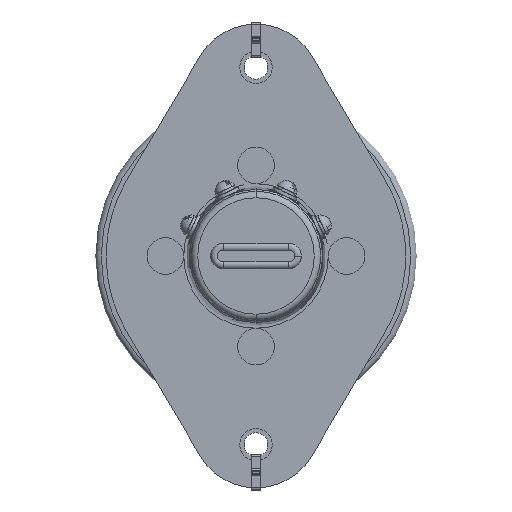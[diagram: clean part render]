
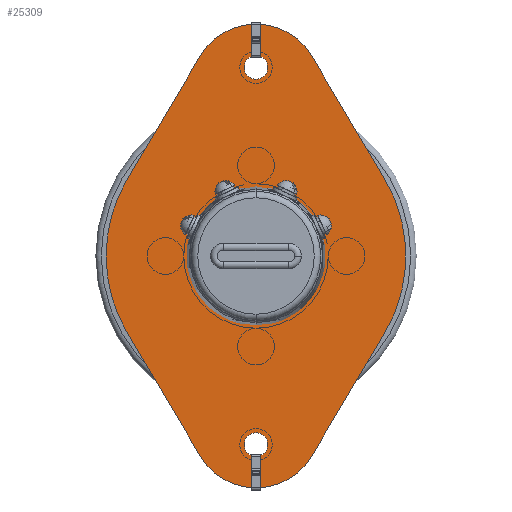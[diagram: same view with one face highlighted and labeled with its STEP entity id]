
A CAD part, front view. The second image highlights one B-rep face of the part: STEP entity #25309.
In plain terms, the highlighted planar face has unit normal (0, -1, 0).
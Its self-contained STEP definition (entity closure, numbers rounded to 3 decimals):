
#2109 = CIRCLE ( 'NONE', #5825, 30. ) ;
#2118 = CIRCLE ( 'NONE', #5831, 69.5 ) ;
#2131 = CIRCLE ( 'NONE', #5828, 69.5 ) ;
#2137 = CIRCLE ( 'NONE', #5844, 5.5 ) ;
#2160 = LINE ( 'NONE', #10855, #2198 ) ;
#2161 = CIRCLE ( 'NONE', #5816, 31. ) ;
#2162 = VECTOR ( 'NONE', #10797, 1000. ) ;
#2166 = CIRCLE ( 'NONE', #5836, 69.5 ) ;
#2168 = LINE ( 'NONE', #10871, #2169 ) ;
#2169 = VECTOR ( 'NONE', #10864, 1000. ) ;
#2181 = CIRCLE ( 'NONE', #5817, 5.5 ) ;
#2183 = LINE ( 'NONE', #10962, #2201 ) ;
#2185 = CIRCLE ( 'NONE', #5846, 5.5 ) ;
#2195 = LINE ( 'NONE', #10791, #2162 ) ;
#2196 = CIRCLE ( 'NONE', #5842, 30. ) ;
#2198 = VECTOR ( 'NONE', #10828, 1000. ) ;
#2201 = VECTOR ( 'NONE', #11025, 1000. ) ;
#2242 = CIRCLE ( 'NONE', #6269, 31. ) ;
#2296 = CIRCLE ( 'NONE', #6147, 5.5 ) ;
#5816 = AXIS2_PLACEMENT_3D ( 'NONE', #10879, #10848, #10817 ) ;
#5817 = AXIS2_PLACEMENT_3D ( 'NONE', #11028, #10898, #10911 ) ;
#5825 = AXIS2_PLACEMENT_3D ( 'NONE', #10777, #10787, #10774 ) ;
#5828 = AXIS2_PLACEMENT_3D ( 'NONE', #10724, #10708, #10725 ) ;
#5831 = AXIS2_PLACEMENT_3D ( 'NONE', #10759, #10756, #10771 ) ;
#5836 = AXIS2_PLACEMENT_3D ( 'NONE', #10813, #10892, #10839 ) ;
#5842 = AXIS2_PLACEMENT_3D ( 'NONE', #10872, #10861, #10831 ) ;
#5844 = AXIS2_PLACEMENT_3D ( 'NONE', #10741, #10717, #10742 ) ;
#5846 = AXIS2_PLACEMENT_3D ( 'NONE', #10815, #10851, #10853 ) ;
#6147 = AXIS2_PLACEMENT_3D ( 'NONE', #11157, #11298, #11273 ) ;
#6269 = AXIS2_PLACEMENT_3D ( 'NONE', #10907, #10920, #10942 ) ;
#9649 = CARTESIAN_POINT ( 'NONE',  ( -25.811, -7., -92.79 ) ) ;
#9686 = CARTESIAN_POINT ( 'NONE',  ( 25.811, -7., -92.79 ) ) ;
#9823 = CARTESIAN_POINT ( 'NONE',  ( -59.795, -7., -35.423 ) ) ;
#9826 = CARTESIAN_POINT ( 'NONE',  ( 59.795, -7., 35.423 ) ) ;
#9833 = CARTESIAN_POINT ( 'NONE',  ( -69.5, -7., 0. ) ) ;
#9838 = CARTESIAN_POINT ( 'NONE',  ( -25.811, -7., 92.79 ) ) ;
#9841 = CARTESIAN_POINT ( 'NONE',  ( -5.5, -7., -87.5 ) ) ;
#9846 = CARTESIAN_POINT ( 'NONE',  ( 31., -7., 0. ) ) ;
#9848 = CARTESIAN_POINT ( 'NONE',  ( 5.5, -7., -87.5 ) ) ;
#9849 = CARTESIAN_POINT ( 'NONE',  ( -59.795, -7., 35.423 ) ) ;
#9851 = CARTESIAN_POINT ( 'NONE',  ( 5.5, -7., 87.5 ) ) ;
#9854 = CARTESIAN_POINT ( 'NONE',  ( 25.811, -7., 92.79 ) ) ;
#9857 = CARTESIAN_POINT ( 'NONE',  ( 59.795, -7., -35.423 ) ) ;
#9874 = CARTESIAN_POINT ( 'NONE',  ( -5.5, -7., 87.5 ) ) ;
#9878 = CARTESIAN_POINT ( 'NONE',  ( -31., -7., 0. ) ) ;
#10708 = DIRECTION ( 'NONE',  ( 0., -1., 0. ) ) ;
#10717 = DIRECTION ( 'NONE',  ( 0., -1., 0. ) ) ;
#10724 = CARTESIAN_POINT ( 'NONE',  ( 0., -7., 0. ) ) ;
#10725 = DIRECTION ( 'NONE',  ( 1., 0., 0. ) ) ;
#10741 = CARTESIAN_POINT ( 'NONE',  ( 0., -7., 87.5 ) ) ;
#10742 = DIRECTION ( 'NONE',  ( 1., 0., 0. ) ) ;
#10756 = DIRECTION ( 'NONE',  ( 0., -1., 0. ) ) ;
#10759 = CARTESIAN_POINT ( 'NONE',  ( 0., -7., 0. ) ) ;
#10771 = DIRECTION ( 'NONE',  ( 1., 0., 0. ) ) ;
#10774 = DIRECTION ( 'NONE',  ( 1., 0., 0. ) ) ;
#10777 = CARTESIAN_POINT ( 'NONE',  ( 0., -7., -77.5 ) ) ;
#10787 = DIRECTION ( 'NONE',  ( 0., -1., 0. ) ) ;
#10791 = CARTESIAN_POINT ( 'NONE',  ( -25.811, -7., 92.79 ) ) ;
#10797 = DIRECTION ( 'NONE',  ( -0.51, 0., -0.86 ) ) ;
#10813 = CARTESIAN_POINT ( 'NONE',  ( 0., -7., 0. ) ) ;
#10815 = CARTESIAN_POINT ( 'NONE',  ( 0., -7., -87.5 ) ) ;
#10817 = DIRECTION ( 'NONE',  ( 1., 0., 0. ) ) ;
#10828 = DIRECTION ( 'NONE',  ( 0.51, 0., 0.86 ) ) ;
#10831 = DIRECTION ( 'NONE',  ( -1., 0., 0. ) ) ;
#10839 = DIRECTION ( 'NONE',  ( 1., 0., 0. ) ) ;
#10848 = DIRECTION ( 'NONE',  ( 0., -1., 0. ) ) ;
#10851 = DIRECTION ( 'NONE',  ( 0., -1., 0. ) ) ;
#10853 = DIRECTION ( 'NONE',  ( 1., 0., 0. ) ) ;
#10855 = CARTESIAN_POINT ( 'NONE',  ( 25.811, -7., -92.79 ) ) ;
#10861 = DIRECTION ( 'NONE',  ( 0., -1., 0. ) ) ;
#10864 = DIRECTION ( 'NONE',  ( 0.51, 0., -0.86 ) ) ;
#10871 = CARTESIAN_POINT ( 'NONE',  ( -59.795, -7., -35.423 ) ) ;
#10872 = CARTESIAN_POINT ( 'NONE',  ( 0., -7., 77.5 ) ) ;
#10879 = CARTESIAN_POINT ( 'NONE',  ( 0., -7., 0. ) ) ;
#10892 = DIRECTION ( 'NONE',  ( 0., -1., 0. ) ) ;
#10898 = DIRECTION ( 'NONE',  ( 0., -1., 0. ) ) ;
#10907 = CARTESIAN_POINT ( 'NONE',  ( 0., -7., 0. ) ) ;
#10911 = DIRECTION ( 'NONE',  ( 1., 0., 0. ) ) ;
#10920 = DIRECTION ( 'NONE',  ( 0., -1., 0. ) ) ;
#10942 = DIRECTION ( 'NONE',  ( 1., 0., 0. ) ) ;
#10962 = CARTESIAN_POINT ( 'NONE',  ( 59.795, -7., 35.423 ) ) ;
#11025 = DIRECTION ( 'NONE',  ( -0.51, 0., 0.86 ) ) ;
#11028 = CARTESIAN_POINT ( 'NONE',  ( 0., -7., 87.5 ) ) ;
#11157 = CARTESIAN_POINT ( 'NONE',  ( 0., -7., -87.5 ) ) ;
#11273 = DIRECTION ( 'NONE',  ( 1., 0., 0. ) ) ;
#11298 = DIRECTION ( 'NONE',  ( 0., -1., 0. ) ) ;
#11430 = ORIENTED_EDGE ( 'NONE', *, *, #22641, .T. ) ;
#11499 = ORIENTED_EDGE ( 'NONE', *, *, #22699, .T. ) ;
#11566 = ORIENTED_EDGE ( 'NONE', *, *, #22664, .T. ) ;
#11574 = ORIENTED_EDGE ( 'NONE', *, *, #22678, .T. ) ;
#11611 = ORIENTED_EDGE ( 'NONE', *, *, #22662, .T. ) ;
#11613 = ORIENTED_EDGE ( 'NONE', *, *, #22676, .F. ) ;
#11633 = ORIENTED_EDGE ( 'NONE', *, *, #22677, .T. ) ;
#11661 = ORIENTED_EDGE ( 'NONE', *, *, #22683, .T. ) ;
#11792 = ORIENTED_EDGE ( 'NONE', *, *, #22782, .F. ) ;
#11840 = ORIENTED_EDGE ( 'NONE', *, *, #22693, .F. ) ;
#11853 = ORIENTED_EDGE ( 'NONE', *, *, #22647, .F. ) ;
#11911 = ORIENTED_EDGE ( 'NONE', *, *, #22685, .T. ) ;
#11915 = ORIENTED_EDGE ( 'NONE', *, *, #22672, .T. ) ;
#13655 = ORIENTED_EDGE ( 'NONE', *, *, #22703, .F. ) ;
#13667 = ORIENTED_EDGE ( 'NONE', *, *, #22688, .F. ) ;
#20162 = AXIS2_PLACEMENT_3D ( 'NONE', #20738, #20736, #20718 ) ;
#20710 = PLANE ( 'NONE',  #20162 ) ;
#20718 = DIRECTION ( 'NONE',  ( 1., 0., 0. ) ) ;
#20736 = DIRECTION ( 'NONE',  ( 0., -1., 0. ) ) ;
#20738 = CARTESIAN_POINT ( 'NONE',  ( 0., -7., 0. ) ) ;
#22641 = EDGE_CURVE ( 'NONE', #26372, #26391, #2131, .T. ) ;
#22647 = EDGE_CURVE ( 'NONE', #26379, #26368, #2137, .T. ) ;
#22662 = EDGE_CURVE ( 'NONE', #26359, #26410, #2118, .T. ) ;
#22664 = EDGE_CURVE ( 'NONE', #26162, #26168, #2109, .T. ) ;
#22672 = EDGE_CURVE ( 'NONE', #26370, #26372, #2195, .T. ) ;
#22676 = EDGE_CURVE ( 'NONE', #26369, #26373, #2185, .T. ) ;
#22677 = EDGE_CURVE ( 'NONE', #26404, #26370, #2196, .T. ) ;
#22678 = EDGE_CURVE ( 'NONE', #26168, #26359, #2160, .T. ) ;
#22683 = EDGE_CURVE ( 'NONE', #26391, #26389, #2166, .T. ) ;
#22685 = EDGE_CURVE ( 'NONE', #26389, #26162, #2168, .T. ) ;
#22688 = EDGE_CURVE ( 'NONE', #26380, #26385, #2161, .T. ) ;
#22693 = EDGE_CURVE ( 'NONE', #26368, #26379, #2181, .T. ) ;
#22699 = EDGE_CURVE ( 'NONE', #26410, #26404, #2183, .T. ) ;
#22703 = EDGE_CURVE ( 'NONE', #26385, #26380, #2242, .T. ) ;
#22782 = EDGE_CURVE ( 'NONE', #26373, #26369, #2296, .T. ) ;
#23353 = EDGE_LOOP ( 'NONE', ( #13655, #13667 ) ) ;
#23369 = EDGE_LOOP ( 'NONE', ( #11792, #11613 ) ) ;
#23377 = EDGE_LOOP ( 'NONE', ( #11853, #11840 ) ) ;
#23397 = EDGE_LOOP ( 'NONE', ( #11611, #11499, #11633, #11915, #11430, #11661, #11911, #11566, #11574 ) ) ;
#25309 = ADVANCED_FACE ( 'NONE', ( #27960, #27965, #27980, #27986 ), #20710, .T. ) ;
#26162 = VERTEX_POINT ( 'NONE', #9649 ) ;
#26168 = VERTEX_POINT ( 'NONE', #9686 ) ;
#26359 = VERTEX_POINT ( 'NONE', #9857 ) ;
#26368 = VERTEX_POINT ( 'NONE', #9874 ) ;
#26369 = VERTEX_POINT ( 'NONE', #9841 ) ;
#26370 = VERTEX_POINT ( 'NONE', #9838 ) ;
#26372 = VERTEX_POINT ( 'NONE', #9849 ) ;
#26373 = VERTEX_POINT ( 'NONE', #9848 ) ;
#26379 = VERTEX_POINT ( 'NONE', #9851 ) ;
#26380 = VERTEX_POINT ( 'NONE', #9878 ) ;
#26385 = VERTEX_POINT ( 'NONE', #9846 ) ;
#26389 = VERTEX_POINT ( 'NONE', #9823 ) ;
#26391 = VERTEX_POINT ( 'NONE', #9833 ) ;
#26404 = VERTEX_POINT ( 'NONE', #9854 ) ;
#26410 = VERTEX_POINT ( 'NONE', #9826 ) ;
#27960 = FACE_BOUND ( 'NONE', #23353, .T. ) ;
#27965 = FACE_BOUND ( 'NONE', #23369, .T. ) ;
#27980 = FACE_BOUND ( 'NONE', #23377, .T. ) ;
#27986 = FACE_OUTER_BOUND ( 'NONE', #23397, .T. ) ;
